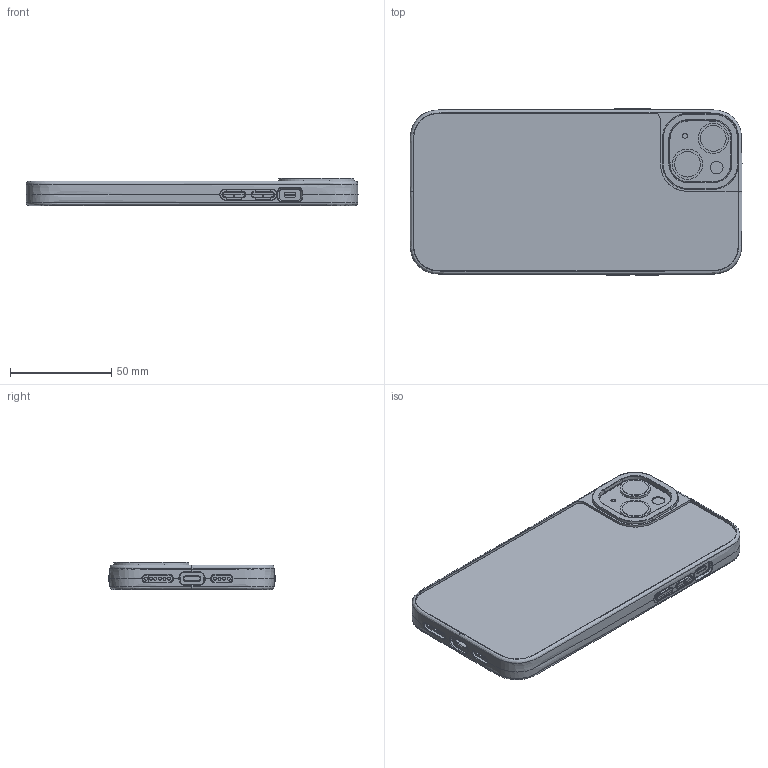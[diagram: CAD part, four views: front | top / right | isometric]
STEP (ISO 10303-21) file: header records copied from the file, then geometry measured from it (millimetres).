
FILE_DESCRIPTION((''),'2;1');
FILE_NAME('14PLUS_ASM','2025-06-12T',('Administrator'),(''),'PRO/ENGINEER BY PARAMETRIC TECHNOLOGY CORPORATION, 2015240','PRO/ENGINEER BY PARAMETRIC TECHNOLOGY CORPORATION, 2015240','');
FILE_SCHEMA(('AUTOMOTIVE_DESIGN_CC2 { 1 2 10303 214 -1 1 5 2 }'));
Products named in the file (5): IP14-PLUS-002_18; IP14-PLUS-PC-1-23_2; IP-14-MAX-MEIFENG-JX; IP15; 14PLUS_ASM
Assembly tree (4 placements, depth 2):
  14PLUS_ASM
    IP14-PLUS-002_18
    IP14-PLUS-PC-1-23_2
    IP-14-MAX-MEIFENG-JX
    IP15
Bounding box: 164.1 x 82.33 x 13.45 mm (x, y, z)
Volume: 126881 mm3; surface area: 69702.5 mm2
Topology: 4 solids, 4 shells, 810 faces, 2111 edges, 1331 vertices
Faces by surface type: plane 288, cylinder 214, bspline 137, cone 70, extrusion 58, torus 43
Entity records: 42094 total; most frequent: CARTESIAN_POINT 21363, ORIENTED_EDGE 4222, DIRECTION 3067, EDGE_CURVE 2111, VERTEX_POINT 1331, VECTOR 1029, AXIS2_PLACEMENT_3D 1019, LINE 971
